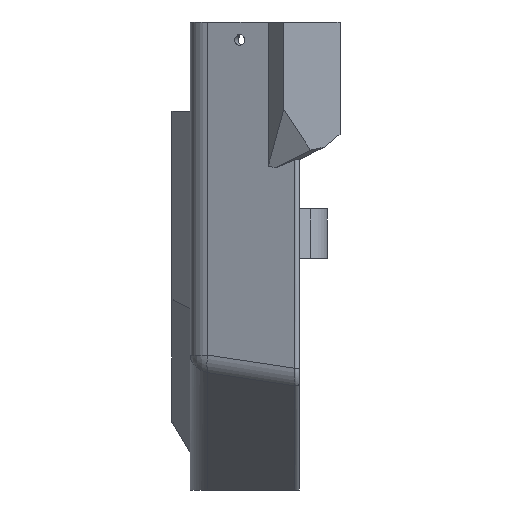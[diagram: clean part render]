
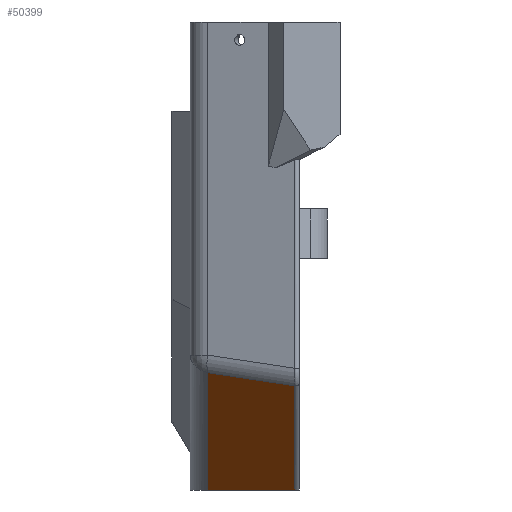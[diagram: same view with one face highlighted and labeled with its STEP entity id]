
A CAD part, left-side view. The second image highlights one B-rep face of the part: STEP entity #50399.
In plain terms, the highlighted planar face has unit normal (-0.664, 0.342, -0.664).
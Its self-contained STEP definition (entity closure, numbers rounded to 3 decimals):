
#27057 = CYLINDRICAL_SURFACE('',#27058,1.);
#27058 = AXIS2_PLACEMENT_3D('',#27059,#27060,#27061);
#27059 = CARTESIAN_POINT('',(-88.288,1.5,-109.192));
#27060 = DIRECTION('',(0.707,0.,-0.707
    ));
#27061 = DIRECTION('',(-0.,-1.,0.));
#27085 = PLANE('',#27086);
#27086 = AXIS2_PLACEMENT_3D('',#27087,#27088,#27089);
#27087 = CARTESIAN_POINT('',(0.,19.25,-141.5)
  );
#27088 = DIRECTION('',(0.,0.,-1.));
#27089 = DIRECTION('',(0.,-1.,0.));
#27801 = CYLINDRICAL_SURFACE('',#27802,8.);
#27802 = AXIS2_PLACEMENT_3D('',#27803,#27804,#27805);
#27803 = CARTESIAN_POINT('',(-84.13,-2.643,
    -104.947));
#27804 = DIRECTION('',(0.339,0.93,0.14));
#27805 = DIRECTION('',(-0.94,0.342,0.
    ));
#28184 = CYLINDRICAL_SURFACE('',#28185,8.);
#28185 = AXIS2_PLACEMENT_3D('',#28186,#28187,#28188);
#28186 = CARTESIAN_POINT('',(-75.528,25.5,-99.064));
#28187 = DIRECTION('',(0.707,0.,-0.707
    ));
#28188 = DIRECTION('',(-0.664,0.342,-0.664));
#35999 = VERTEX_POINT('',#36000);
#36000 = CARTESIAN_POINT('',(-57.309,1.842,-141.5));
#36028 = EDGE_CURVE('',#35999,#36029,#36031,.T.);
#36029 = VERTEX_POINT('',#36030);
#36030 = CARTESIAN_POINT('',(-43.723,28.236,-141.5));
#36031 = SURFACE_CURVE('',#36032,(#36036,#36043),.PCURVE_S1.);
#36032 = LINE('',#36033,#36034);
#36033 = CARTESIAN_POINT('',(-61.508,-6.316,-141.5));
#36034 = VECTOR('',#36035,1.);
#36035 = DIRECTION('',(0.458,0.889,0.)
  );
#36036 = PCURVE('',#27085,#36037);
#36037 = DEFINITIONAL_REPRESENTATION('',(#36038),#36042);
#36038 = LINE('',#36039,#36040);
#36039 = CARTESIAN_POINT('',(25.566,61.508));
#36040 = VECTOR('',#36041,1.);
#36041 = DIRECTION('',(-0.889,-0.458));
#36042 = ( GEOMETRIC_REPRESENTATION_CONTEXT(2) 
PARAMETRIC_REPRESENTATION_CONTEXT() REPRESENTATION_CONTEXT('2D SPACE',''
  ) );
#36043 = PCURVE('',#36044,#36049);
#36044 = PLANE('',#36045);
#36045 = AXIS2_PLACEMENT_3D('',#36046,#36047,#36048);
#36046 = CARTESIAN_POINT('',(-91.5,0.5,-108.));
#36047 = DIRECTION('',(-0.664,0.342,-0.664));
#36048 = DIRECTION('',(0.707,0.,-0.707
    ));
#36049 = DEFINITIONAL_REPRESENTATION('',(#36050),#36054);
#36050 = LINE('',#36051,#36052);
#36051 = CARTESIAN_POINT('',(44.895,7.253));
#36052 = VECTOR('',#36053,1.);
#36053 = DIRECTION('',(0.324,-0.946));
#36054 = ( GEOMETRIC_REPRESENTATION_CONTEXT(2) 
PARAMETRIC_REPRESENTATION_CONTEXT() REPRESENTATION_CONTEXT('2D SPACE',''
  ) );
#36231 = VERTEX_POINT('',#36232);
#36232 = CARTESIAN_POINT('',(-88.81,1.842,
    -110.));
#36262 = EDGE_CURVE('',#36231,#35999,#36263,.T.);
#36263 = SURFACE_CURVE('',#36264,(#36268,#36275),.PCURVE_S1.);
#36264 = LINE('',#36265,#36266);
#36265 = CARTESIAN_POINT('',(-88.953,1.842,
    -109.856));
#36266 = VECTOR('',#36267,1.);
#36267 = DIRECTION('',(0.707,0.,-0.707
    ));
#36268 = PCURVE('',#27057,#36269);
#36269 = DEFINITIONAL_REPRESENTATION('',(#36270),#36274);
#36270 = LINE('',#36271,#36272);
#36271 = CARTESIAN_POINT('',(1.92,0.));
#36272 = VECTOR('',#36273,1.);
#36273 = DIRECTION('',(0.,1.));
#36274 = ( GEOMETRIC_REPRESENTATION_CONTEXT(2) 
PARAMETRIC_REPRESENTATION_CONTEXT() REPRESENTATION_CONTEXT('2D SPACE',''
  ) );
#36275 = PCURVE('',#36044,#36276);
#36276 = DEFINITIONAL_REPRESENTATION('',(#36277),#36281);
#36277 = LINE('',#36278,#36279);
#36278 = CARTESIAN_POINT('',(3.114,-1.428));
#36279 = VECTOR('',#36280,1.);
#36280 = DIRECTION('',(1.,0.));
#36281 = ( GEOMETRIC_REPRESENTATION_CONTEXT(2) 
PARAMETRIC_REPRESENTATION_CONTEXT() REPRESENTATION_CONTEXT('2D SPACE',''
  ) );
#36747 = EDGE_CURVE('',#36231,#36748,#36750,.T.);
#36748 = VERTEX_POINT('',#36749);
#36749 = CARTESIAN_POINT('',(-79.203,28.236,
    -106.02));
#36750 = SURFACE_CURVE('',#36751,(#36755,#36762),.PCURVE_S1.);
#36751 = LINE('',#36752,#36753);
#36752 = CARTESIAN_POINT('',(-89.446,0.094,
    -110.263));
#36753 = VECTOR('',#36754,1.);
#36754 = DIRECTION('',(0.339,0.93,0.14));
#36755 = PCURVE('',#27801,#36756);
#36756 = DEFINITIONAL_REPRESENTATION('',(#36757),#36761);
#36757 = LINE('',#36758,#36759);
#36758 = CARTESIAN_POINT('',(-0.736,0.));
#36759 = VECTOR('',#36760,1.);
#36760 = DIRECTION('',(-0.,1.));
#36761 = ( GEOMETRIC_REPRESENTATION_CONTEXT(2) 
PARAMETRIC_REPRESENTATION_CONTEXT() REPRESENTATION_CONTEXT('2D SPACE',''
  ) );
#36762 = PCURVE('',#36044,#36763);
#36763 = DEFINITIONAL_REPRESENTATION('',(#36764),#36768);
#36764 = LINE('',#36765,#36766);
#36765 = CARTESIAN_POINT('',(3.053,0.432));
#36766 = VECTOR('',#36767,1.);
#36767 = DIRECTION('',(0.14,-0.99));
#36768 = ( GEOMETRIC_REPRESENTATION_CONTEXT(2) 
PARAMETRIC_REPRESENTATION_CONTEXT() REPRESENTATION_CONTEXT('2D SPACE',''
  ) );
#37087 = EDGE_CURVE('',#36748,#36029,#37088,.T.);
#37088 = SURFACE_CURVE('',#37089,(#37093,#37100),.PCURVE_S1.);
#37089 = LINE('',#37090,#37091);
#37090 = CARTESIAN_POINT('',(-80.844,28.236,
    -104.38));
#37091 = VECTOR('',#37092,1.);
#37092 = DIRECTION('',(0.707,0.,-0.707
    ));
#37093 = PCURVE('',#28184,#37094);
#37094 = DEFINITIONAL_REPRESENTATION('',(#37095),#37099);
#37095 = LINE('',#37096,#37097);
#37096 = CARTESIAN_POINT('',(0.,0.));
#37097 = VECTOR('',#37098,1.);
#37098 = DIRECTION('',(0.,1.));
#37099 = ( GEOMETRIC_REPRESENTATION_CONTEXT(2) 
PARAMETRIC_REPRESENTATION_CONTEXT() REPRESENTATION_CONTEXT('2D SPACE',''
  ) );
#37100 = PCURVE('',#36044,#37101);
#37101 = DEFINITIONAL_REPRESENTATION('',(#37102),#37106);
#37102 = LINE('',#37103,#37104);
#37103 = CARTESIAN_POINT('',(4.975,-29.516));
#37104 = VECTOR('',#37105,1.);
#37105 = DIRECTION('',(1.,0.));
#37106 = ( GEOMETRIC_REPRESENTATION_CONTEXT(2) 
PARAMETRIC_REPRESENTATION_CONTEXT() REPRESENTATION_CONTEXT('2D SPACE',''
  ) );
#50399 = ADVANCED_FACE('',(#50400),#36044,.T.);
#50400 = FACE_BOUND('',#50401,.T.);
#50401 = EDGE_LOOP('',(#50402,#50403,#50404,#50405));
#50402 = ORIENTED_EDGE('',*,*,#36028,.F.);
#50403 = ORIENTED_EDGE('',*,*,#36262,.F.);
#50404 = ORIENTED_EDGE('',*,*,#36747,.T.);
#50405 = ORIENTED_EDGE('',*,*,#37087,.T.);
